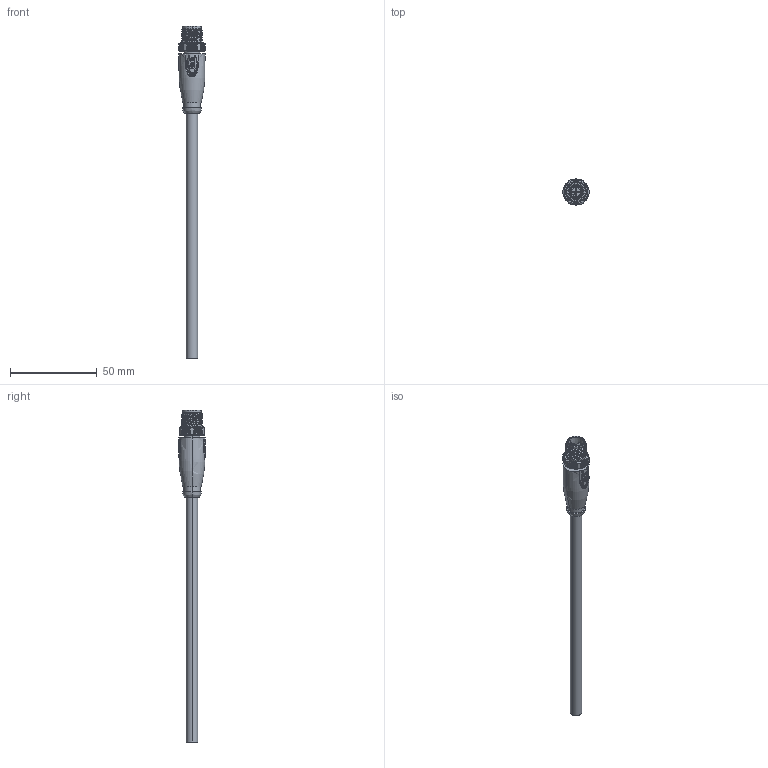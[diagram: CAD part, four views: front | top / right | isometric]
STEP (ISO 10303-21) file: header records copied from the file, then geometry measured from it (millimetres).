
FILE_DESCRIPTION((''),'2;1');
FILE_NAME('3D_1630084014500_M12-M08X-T_M08','2024-01-05T',('13539'),(''),'PRO/ENGINEER BY PARAMETRIC TECHNOLOGY CORPORATION, 2012480','PRO/ENGINEER BY PARAMETRIC TECHNOLOGY CORPORATION, 2012480','');
FILE_SCHEMA(('CONFIG_CONTROL_DESIGN'));
Length unit declared in the file: inch
Products named in the file (1): 3D_1630084014500_M12-M08X-T_M08
Bounding box: 15.19 x 15 x 191.1 mm (x, y, z)
Volume: 10825.3 mm3; surface area: 7539.7 mm2
Topology: 1 solids, 1 shells, 827 faces, 2492 edges, 1674 vertices
Faces by surface type: plane 426, cylinder 265, cone 71, bspline 22, sphere 16, torus 12, revolution 10, extrusion 5
Entity records: 35104 total; most frequent: CARTESIAN_POINT 13074, ORIENTED_EDGE 4940, DIRECTION 4323, EDGE_CURVE 2470, VERTEX_POINT 1674, AXIS2_PLACEMENT_3D 1653, VECTOR 1007, LINE 1002
